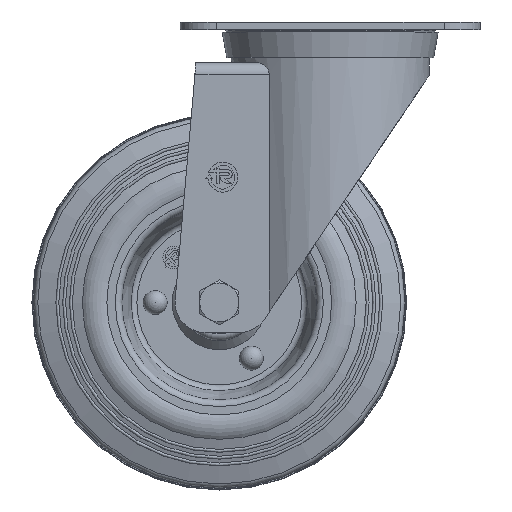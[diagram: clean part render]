
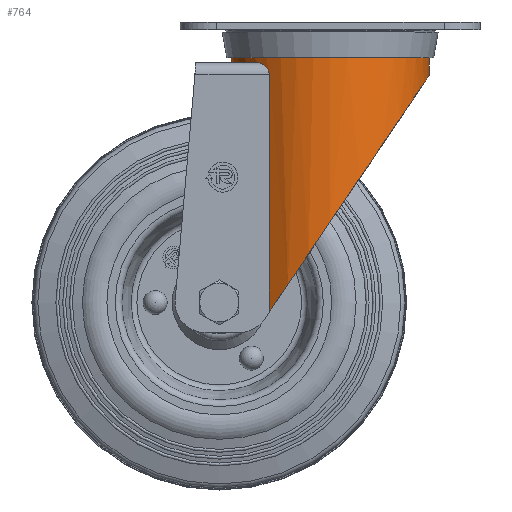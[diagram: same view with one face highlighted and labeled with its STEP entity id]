
A CAD part, top view. The second image highlights one B-rep face of the part: STEP entity #764.
In plain terms, the highlighted cylindrical face has radius 33 mm (diameter 66 mm), a full revolution.
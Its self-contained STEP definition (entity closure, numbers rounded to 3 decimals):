
#764 = ADVANCED_FACE( '', ( #1666, #1667 ), #1668, .T. );
#1666 = FACE_OUTER_BOUND( '', #2706, .T. );
#1667 = FACE_OUTER_BOUND( '', #2707, .T. );
#1668 = CYLINDRICAL_SURFACE( '', #2708, 33. );
#2706 = EDGE_LOOP( '', ( #4523 ) );
#2707 = EDGE_LOOP( '', ( #4524, #4525, #4526, #4527, #4528, #4529 ) );
#2708 = AXIS2_PLACEMENT_3D( '', #4530, #4531, #4532 );
#4523 = ORIENTED_EDGE( '', *, *, #5720, .F. );
#4524 = ORIENTED_EDGE( '', *, *, #5684, .T. );
#4525 = ORIENTED_EDGE( '', *, *, #6160, .T. );
#4526 = ORIENTED_EDGE( '', *, *, #6122, .T. );
#4527 = ORIENTED_EDGE( '', *, *, #5606, .T. );
#4528 = ORIENTED_EDGE( '', *, *, #5758, .T. );
#4529 = ORIENTED_EDGE( '', *, *, #6161, .T. );
#4530 = CARTESIAN_POINT( '', ( 37., 93.5, 0. ) );
#4531 = DIRECTION( '', ( 0., -1., 0. ) );
#4532 = DIRECTION( '', ( 0., 0., 1. ) );
#5606 = EDGE_CURVE( '', #6589, #6587, #6590, .T. );
#5684 = EDGE_CURVE( '', #6725, #6723, #6726, .F. );
#5720 = EDGE_CURVE( '', #6787, #6787, #6788, .T. );
#5758 = EDGE_CURVE( '', #6587, #6846, #6848, .T. );
#6122 = EDGE_CURVE( '', #7379, #6589, #7386, .T. );
#6160 = EDGE_CURVE( '', #6723, #7379, #7439, .T. );
#6161 = EDGE_CURVE( '', #6846, #6725, #7440, .T. );
#6587 = VERTEX_POINT( '', #7968 );
#6589 = VERTEX_POINT( '', #7971 );
#6590 = B_SPLINE_CURVE_WITH_KNOTS( '', 3, ( #7972, #7973, #7974, #7975, #7976, #7977, #7978, #7979, #7980, #7981, #7982, #7983, #7984, #7985 ), .UNSPECIFIED., .F., .F., ( 4, 2, 2, 2, 2, 2, 4 ), ( 0., 0.001, 0.002, 0.003, 0.004, 0.006, 0.008 ), .UNSPECIFIED. );
#6723 = VERTEX_POINT( '', #8154 );
#6725 = VERTEX_POINT( '', #8157 );
#6726 = LINE( '', #8158, #8159 );
#6787 = VERTEX_POINT( '', #8239 );
#6788 = CIRCLE( '', #8240, 33. );
#6846 = VERTEX_POINT( '', #8309 );
#6848 = CIRCLE( '', #8312, 33. );
#7379 = VERTEX_POINT( '', #9068 );
#7386 = LINE( '', #9077, #9078 );
#7439 = ELLIPSE( '', #9151, 58.964, 33. );
#7440 = B_SPLINE_CURVE_WITH_KNOTS( '', 3, ( #9152, #9153, #9154, #9155, #9156, #9157, #9158, #9159, #9160, #9161, #9162, #9163, #9164, #9165, #9166, #9167, #9168, #9169 ), .UNSPECIFIED., .F., .F., ( 4, 2, 2, 2, 2, 2, 2, 2, 4 ), ( 0., 0.002, 0.003, 0.004, 0.005, 0.006, 0.007, 0.007, 0.008 ), .UNSPECIFIED. );
#7968 = CARTESIAN_POINT( '', ( 12.403, 80., -22. ) );
#7971 = CARTESIAN_POINT( '', ( 16.678, 76., -26. ) );
#7972 = CARTESIAN_POINT( '', ( 16.678, 76., -26. ) );
#7973 = CARTESIAN_POINT( '', ( 16.678, 76.328, -26. ) );
#7974 = CARTESIAN_POINT( '', ( 16.627, 76.644, -25.96 ) );
#7975 = CARTESIAN_POINT( '', ( 16.439, 77.252, -25.812 ) );
#7976 = CARTESIAN_POINT( '', ( 16.307, 77.53, -25.707 ) );
#7977 = CARTESIAN_POINT( '', ( 15.993, 78.042, -25.451 ) );
#7978 = CARTESIAN_POINT( '', ( 15.816, 78.27, -25.304 ) );
#7979 = CARTESIAN_POINT( '', ( 15.436, 78.679, -24.981 ) );
#7980 = CARTESIAN_POINT( '', ( 15.232, 78.863, -24.804 ) );
#7981 = CARTESIAN_POINT( '', ( 14.605, 79.348, -24.244 ) );
#7982 = CARTESIAN_POINT( '', ( 14.169, 79.585, -23.836 ) );
#7983 = CARTESIAN_POINT( '', ( 13.279, 79.914, -22.95 ) );
#7984 = CARTESIAN_POINT( '', ( 12.837, 80., -22.485 ) );
#7985 = CARTESIAN_POINT( '', ( 12.403, 80., -22. ) );
#8154 = CARTESIAN_POINT( '', ( 16.678, -3.198, 26. ) );
#8157 = CARTESIAN_POINT( '', ( 16.678, 76., 26. ) );
#8158 = CARTESIAN_POINT( '', ( 16.678, 93.5, 26. ) );
#8159 = VECTOR( '', #9800, 1000. );
#8239 = CARTESIAN_POINT( '', ( 37., 81.7, 33. ) );
#8240 = AXIS2_PLACEMENT_3D( '', #9850, #9851, #9852 );
#8309 = CARTESIAN_POINT( '', ( 12.403, 80., 22. ) );
#8312 = AXIS2_PLACEMENT_3D( '', #9904, #9905, #9906 );
#9068 = CARTESIAN_POINT( '', ( 16.678, -3.198, -26. ) );
#9077 = CARTESIAN_POINT( '', ( 16.678, 93.5, -26. ) );
#9078 = VECTOR( '', #10332, 1000. );
#9151 = AXIS2_PLACEMENT_3D( '', #10368, #10369, #10370 );
#9152 = CARTESIAN_POINT( '', ( 12.403, 80., 22. ) );
#9153 = CARTESIAN_POINT( '', ( 12.837, 80., 22.485 ) );
#9154 = CARTESIAN_POINT( '', ( 13.276, 79.915, 22.947 ) );
#9155 = CARTESIAN_POINT( '', ( 13.939, 79.671, 23.607 ) );
#9156 = CARTESIAN_POINT( '', ( 14.162, 79.568, 23.823 ) );
#9157 = CARTESIAN_POINT( '', ( 14.598, 79.327, 24.233 ) );
#9158 = CARTESIAN_POINT( '', ( 14.811, 79.188, 24.428 ) );
#9159 = CARTESIAN_POINT( '', ( 15.225, 78.869, 24.797 ) );
#9160 = CARTESIAN_POINT( '', ( 15.426, 78.69, 24.972 ) );
#9161 = CARTESIAN_POINT( '', ( 15.809, 78.279, 25.298 ) );
#9162 = CARTESIAN_POINT( '', ( 15.989, 78.049, 25.447 ) );
#9163 = CARTESIAN_POINT( '', ( 16.302, 77.54, 25.703 ) );
#9164 = CARTESIAN_POINT( '', ( 16.436, 77.257, 25.81 ) );
#9165 = CARTESIAN_POINT( '', ( 16.577, 76.805, 25.921 ) );
#9166 = CARTESIAN_POINT( '', ( 16.614, 76.648, 25.95 ) );
#9167 = CARTESIAN_POINT( '', ( 16.665, 76.327, 25.99 ) );
#9168 = CARTESIAN_POINT( '', ( 16.678, 76.164, 26. ) );
#9169 = CARTESIAN_POINT( '', ( 16.678, 76., 26. ) );
#9800 = DIRECTION( '', ( 0., 1., 0. ) );
#9850 = CARTESIAN_POINT( '', ( 37., 81.7, 0. ) );
#9851 = DIRECTION( '', ( 0., 1., 0. ) );
#9852 = DIRECTION( '', ( 0., 0., 1. ) );
#9904 = CARTESIAN_POINT( '', ( 37., 80., 0. ) );
#9905 = DIRECTION( '', ( 0., 1., 0. ) );
#9906 = DIRECTION( '', ( 0., 0., 1. ) );
#10332 = DIRECTION( '', ( 0., 1., 0. ) );
#10368 = CARTESIAN_POINT( '', ( 37., 26.894, 0. ) );
#10369 = DIRECTION( '', ( -0.829, 0.56, 0. ) );
#10370 = DIRECTION( '', ( 0.56, 0.829, 0. ) );
